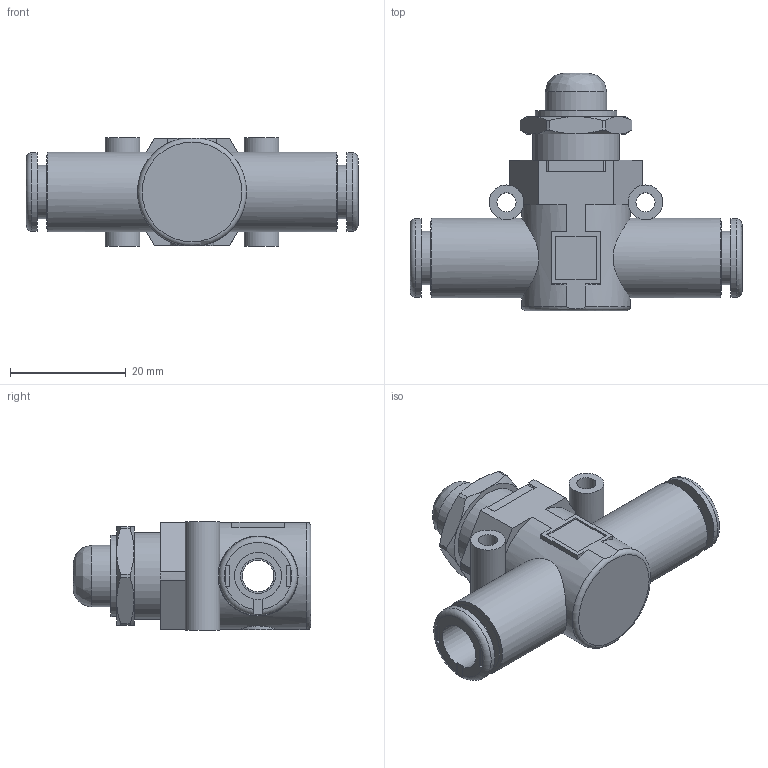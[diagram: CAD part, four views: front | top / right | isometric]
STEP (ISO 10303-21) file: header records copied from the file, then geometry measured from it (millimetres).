
FILE_DESCRIPTION( ( 'STEP AP214' ), ' ' );
FILE_NAME( '9068024.stp', '2017-03-31T09:51:02', ( '' ), ( '' ), ' ', 'PARTsolutions', ' ' );
FILE_SCHEMA( ( 'AUTOMOTIVE_DESIGN { 1 0 10303 214 1 1 1 1 }' ) );
Length unit declared in the file: millimetre
Products named in the file (4): 9068024; _LINE-ON-LINE D8 V2v/V3V_L body; _LINE-ON-LINE D8 VNR-L bushing; _LINE-ON-LINE D8 LAM-L plated
Assembly tree (4 placements, depth 2):
  9068024
    _LINE-ON-LINE D8 V2v/V3V_L body
    _LINE-ON-LINE D8 VNR-L bushing  x2
    _LINE-ON-LINE D8 LAM-L plated
Bounding box: 57.3 x 41 x 18.7 mm (x, y, z)
Volume: 9453.9 mm3; surface area: 9861.5 mm2
Topology: 4 solids, 4 shells, 178 faces, 424 edges, 276 vertices
Faces by surface type: plane 103, cylinder 53, cone 18, torus 3, bspline 1
Full cylindrical faces by diameter (mm): 3.3 x2, 5.5 x2, 6 x5, 8.1 x2, 9.2 x4, 9.5 x2, 10.6 x1, 11 x2, 11.65 x2, 12.5 x4, 13.6 x2, 13.8 x2, 14 x1, 15 x2
Entity records: 6018 total; most frequent: CARTESIAN_POINT 1440, DIRECTION 690, ORIENTED_EDGE 624, EDGE_CURVE 312, AXIS2_PLACEMENT_3D 273, VERTEX_POINT 224, EDGE_LOOP 218, FACE_OUTER_BOUND 179
